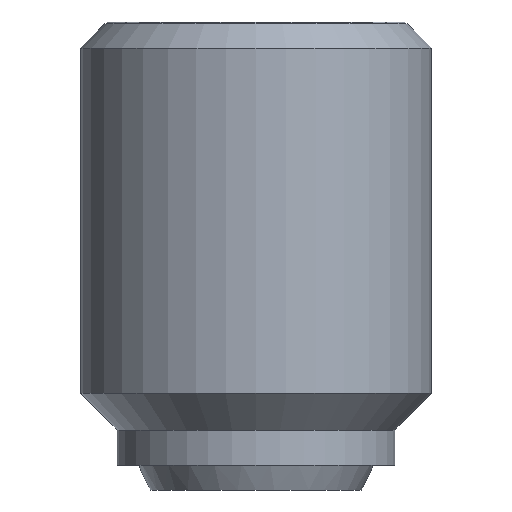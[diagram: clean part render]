
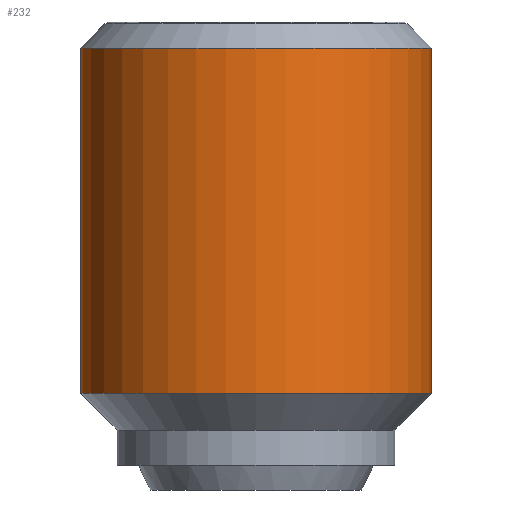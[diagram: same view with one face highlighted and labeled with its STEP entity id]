
A CAD part, front view. The second image highlights one B-rep face of the part: STEP entity #232.
In plain terms, the highlighted cylindrical face has radius 6 mm (diameter 12 mm), a partial arc.
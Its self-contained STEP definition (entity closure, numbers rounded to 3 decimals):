
#140=VERTEX_POINT('',#367);
#198=EDGE_CURVE('',#290,#296,#435,.T.);
#232=ADVANCED_FACE('',(#471),#472,.T.);
#256=EDGE_CURVE('',#296,#284,#496,.T.);
#284=VERTEX_POINT('',#527);
#290=VERTEX_POINT('',#534);
#296=VERTEX_POINT('',#540);
#310=EDGE_CURVE('',#284,#140,#555,.T.);
#332=EDGE_CURVE('',#290,#140,#580,.T.);
#367=CARTESIAN_POINT('',(6.0,0.,-12.7));
#435=LINE('',#700,#701);
#471=FACE_OUTER_BOUND('',#760,.T.);
#472=CYLINDRICAL_SURFACE('',#761,6.);
#496=CIRCLE('',#803,6.);
#527=CARTESIAN_POINT('',(6.0,0.,-0.9));
#534=CARTESIAN_POINT('',(-6.,0.,-12.7));
#540=CARTESIAN_POINT('',(-6.,0.,-0.9));
#555=LINE('',#899,#900);
#580=CIRCLE('',#943,6.);
#700=CARTESIAN_POINT('',(-6.,0.,-6.8));
#701=VECTOR('',#1078,1.0);
#760=EDGE_LOOP('',(#1111,#1112,#1113,#1114));
#761=AXIS2_PLACEMENT_3D('',#1115,#1116,#1117);
#803=AXIS2_PLACEMENT_3D('',#1124,#1125,#1126);
#899=CARTESIAN_POINT('',(6.0,0.,-6.8));
#900=VECTOR('',#1181,1.0);
#943=AXIS2_PLACEMENT_3D('',#1213,#1214,#1215);
#1078=DIRECTION('',(0.0,0.0,1.0));
#1111=ORIENTED_EDGE('',*,*,#198,.F.);
#1112=ORIENTED_EDGE('',*,*,#332,.T.);
#1113=ORIENTED_EDGE('',*,*,#310,.F.);
#1114=ORIENTED_EDGE('',*,*,#256,.F.);
#1115=CARTESIAN_POINT('',(0.,0.,-6.8));
#1116=DIRECTION('',(-0.0,-0.0,-1.0));
#1117=DIRECTION('',(-1.0,0.,0.0));
#1124=CARTESIAN_POINT('',(0.,0.,-0.9));
#1125=DIRECTION('',(0.0,0.0,1.0));
#1126=DIRECTION('',(-1.0,0.,0.0));
#1181=DIRECTION('',(-0.0,-0.0,-1.0));
#1213=CARTESIAN_POINT('',(0.,0.,-12.7));
#1214=DIRECTION('',(0.0,0.0,1.0));
#1215=DIRECTION('',(-1.0,0.,0.0));
